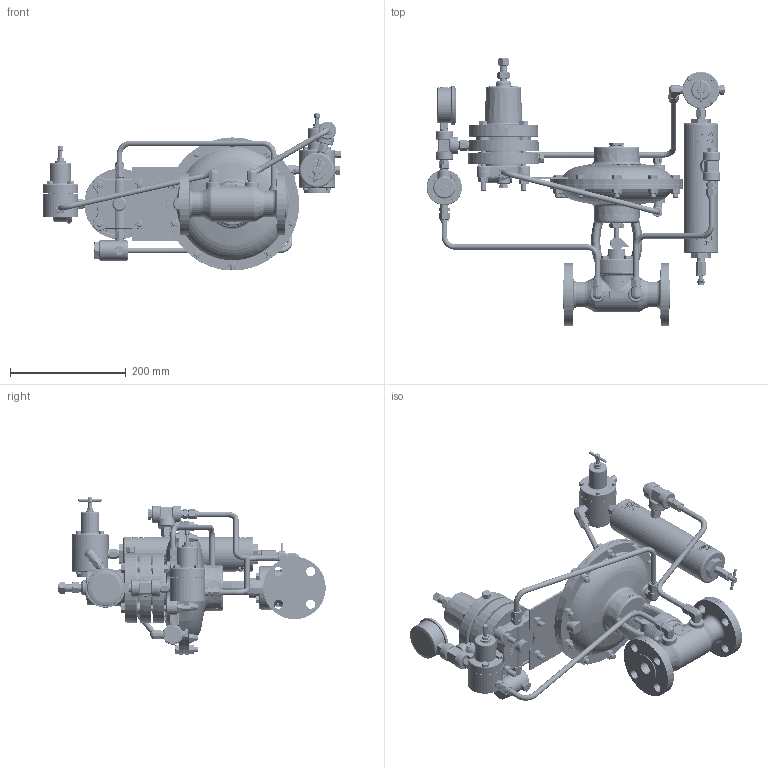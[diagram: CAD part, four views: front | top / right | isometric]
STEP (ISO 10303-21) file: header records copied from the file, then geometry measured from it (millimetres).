
FILE_DESCRIPTION (( 'STEP AP214' ), '1' );
FILE_NAME ('CVC1150RF30-HPPR.STEP', '2025-09-29T12:17:32', ( '' ), ( '' ), 'SwSTEP 2.0', 'SolidWorks 2024', '' );
FILE_SCHEMA (( 'AUTOMOTIVE_DESIGN' ));
Products named in the file (1): CVC1150RF30-HPPR
Bounding box: 515.89 x 461.89 x 271.06 mm (x, y, z)
Volume: 5627052.9 mm3; surface area: 587195.9 mm2
Topology: 1 solids, 1 shells, 7497 faces, 19370 edges, 12185 vertices
Faces by surface type: plane 2883, bspline 2434, cone 872, cylinder 840, torus 375, sphere 93
Entity records: 359838 total; most frequent: CARTESIAN_POINT 195653, ORIENTED_EDGE 38510, DIRECTION 27069, EDGE_CURVE 19255, VERTEX_POINT 12185, AXIS2_PLACEMENT_3D 9361, LINE 8347, VECTOR 8347
